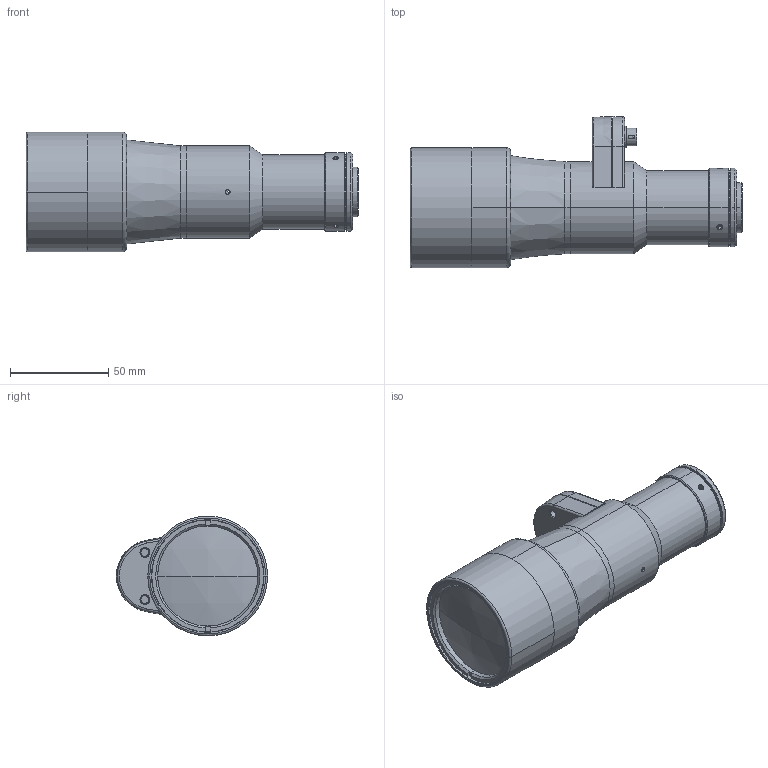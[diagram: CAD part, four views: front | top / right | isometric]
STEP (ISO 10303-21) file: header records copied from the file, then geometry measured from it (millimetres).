
FILE_DESCRIPTION (( 'STEP AP203' ), '1' );
FILE_NAME ('DP29950_TCEL23036.step', '2021-10-08T12:25:40', ( '' ), ( '' ), 'SwSTEP 2.0', 'SolidWorks 2021', '' );
FILE_SCHEMA (( 'CONFIG_CONTROL_DESIGN' ));
Length unit declared in the file: millimetre
Products named in the file (1): DP29950_TCEL23036
Bounding box: 169.07 x 77 x 61 mm (x, y, z)
Surface area: 43210.9 mm2 (no closed solid volume)
Topology: 0 solids, 30 shells, 226 faces, 698 edges, 484 vertices
Faces by surface type: cylinder 92, plane 90, cone 32, torus 10, sphere 2
Entity records: 8292 total; most frequent: CARTESIAN_POINT 1948, DIRECTION 1413, ORIENTED_EDGE 1100, EDGE_CURVE 698, AXIS2_PLACEMENT_3D 538, VERTEX_POINT 484, LINE 337, VECTOR 337
